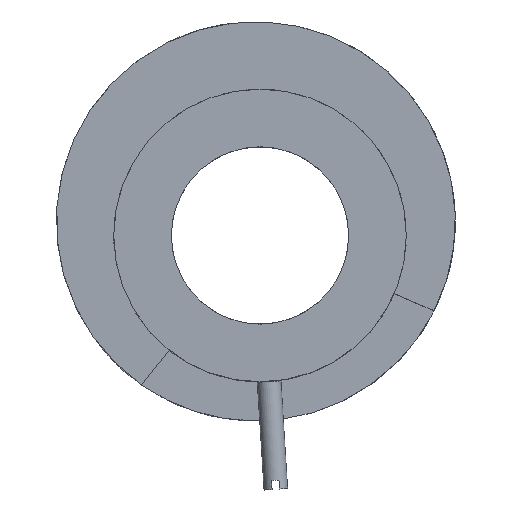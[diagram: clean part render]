
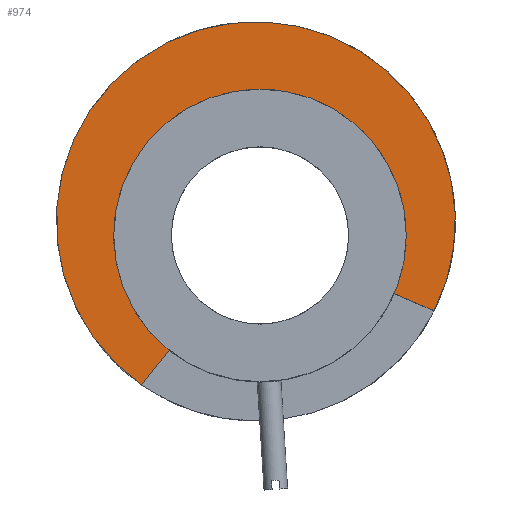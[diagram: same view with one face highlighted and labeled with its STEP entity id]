
A CAD part, top view. The second image highlights one B-rep face of the part: STEP entity #974.
In plain terms, the highlighted planar face has unit normal (0, 0, 1).
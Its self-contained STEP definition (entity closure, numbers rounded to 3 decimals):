
#187 = DIRECTION ( 'NONE',  ( 0., 0., 1. ) ) ;
#188 = CARTESIAN_POINT ( 'NONE',  ( -0.71, 5.26, 7. ) ) ;
#197 = DIRECTION ( 'NONE',  ( -0.282, 0.96, 0. ) ) ;
#201 = CARTESIAN_POINT ( 'NONE',  ( -0.71, 5.26, 7. ) ) ;
#203 = DIRECTION ( 'NONE',  ( 0., 0., 1. ) ) ;
#224 = DIRECTION ( 'NONE',  ( 0.621, 0.784, 0. ) ) ;
#225 = CARTESIAN_POINT ( 'NONE',  ( -6.578, -3.459, 7. ) ) ;
#231 = DIRECTION ( 'NONE',  ( -0.282, 0.96, 0. ) ) ;
#265 = DIRECTION ( 'NONE',  ( 0.918, -0.397, 0. ) ) ;
#267 = CARTESIAN_POINT ( 'NONE',  ( 8.657, 0.368, 7. ) ) ;
#279 = CARTESIAN_POINT ( 'NONE',  ( -0.428, 4.3, 7. ) ) ;
#281 = DIRECTION ( 'NONE',  ( 0., 0., -1. ) ) ;
#282 = DIRECTION ( 'NONE',  ( -0.282, 0.96, 0. ) ) ;
#565 = ORIENTED_EDGE ( 'NONE', *, *, #1864, .T. ) ;
#697 = VERTEX_POINT ( 'NONE', #1347 ) ;
#793 = ORIENTED_EDGE ( 'NONE', *, *, #1879, .T. ) ;
#836 = ORIENTED_EDGE ( 'NONE', *, *, #1892, .T. ) ;
#934 = VERTEX_POINT ( 'NONE', #1505 ) ;
#939 = VERTEX_POINT ( 'NONE', #1520 ) ;
#940 = VERTEX_POINT ( 'NONE', #1346 ) ;
#946 = VERTEX_POINT ( 'NONE', #1239 ) ;
#974 = ADVANCED_FACE ( 'NONE', ( #1728 ), #1208, .T. ) ;
#1002 = ORIENTED_EDGE ( 'NONE', *, *, #1875, .T. ) ;
#1005 = EDGE_LOOP ( 'NONE', ( #565, #1002, #793, #836, #1027 ) ) ;
#1027 = ORIENTED_EDGE ( 'NONE', *, *, #1878, .T. ) ;
#1050 = CARTESIAN_POINT ( 'NONE',  ( -0.428, 4.3, 7. ) ) ;
#1129 = DIRECTION ( 'NONE',  ( 0., 0., 1. ) ) ;
#1208 = PLANE ( 'NONE',  #2107 ) ;
#1239 = CARTESIAN_POINT ( 'NONE',  ( -8.44, -5.808, 7. ) ) ;
#1326 = DIRECTION ( 'NONE',  ( -0.282, 0.96, 0. ) ) ;
#1346 = CARTESIAN_POINT ( 'NONE',  ( -6.578, -3.459, 7. ) ) ;
#1347 = CARTESIAN_POINT ( 'NONE',  ( -4.51, 18.214, 7. ) ) ;
#1505 = CARTESIAN_POINT ( 'NONE',  ( 8.657, 0.368, 7. ) ) ;
#1520 = CARTESIAN_POINT ( 'NONE',  ( 11.354, -0.799, 7. ) ) ;
#1604 = CIRCLE ( 'NONE', #2145, 9.9 ) ;
#1609 = LINE ( 'NONE', #267, #1634 ) ;
#1634 = VECTOR ( 'NONE', #265, 1000. ) ;
#1652 = VECTOR ( 'NONE', #224, 1000. ) ;
#1711 = LINE ( 'NONE', #225, #1652 ) ;
#1728 = FACE_OUTER_BOUND ( 'NONE', #1005, .T. ) ;
#1733 = CIRCLE ( 'NONE', #2026, 13.5 ) ;
#1736 = CIRCLE ( 'NONE', #2021, 13.5 ) ;
#1864 = EDGE_CURVE ( 'NONE', #940, #934, #1604, .T. ) ;
#1875 = EDGE_CURVE ( 'NONE', #934, #939, #1609, .T. ) ;
#1878 = EDGE_CURVE ( 'NONE', #946, #940, #1711, .T. ) ;
#1879 = EDGE_CURVE ( 'NONE', #939, #697, #1733, .T. ) ;
#1892 = EDGE_CURVE ( 'NONE', #697, #946, #1736, .T. ) ;
#2021 = AXIS2_PLACEMENT_3D ( 'NONE', #188, #187, #197 ) ;
#2026 = AXIS2_PLACEMENT_3D ( 'NONE', #201, #203, #231 ) ;
#2107 = AXIS2_PLACEMENT_3D ( 'NONE', #1050, #1129, #1326 ) ;
#2145 = AXIS2_PLACEMENT_3D ( 'NONE', #279, #281, #282 ) ;
